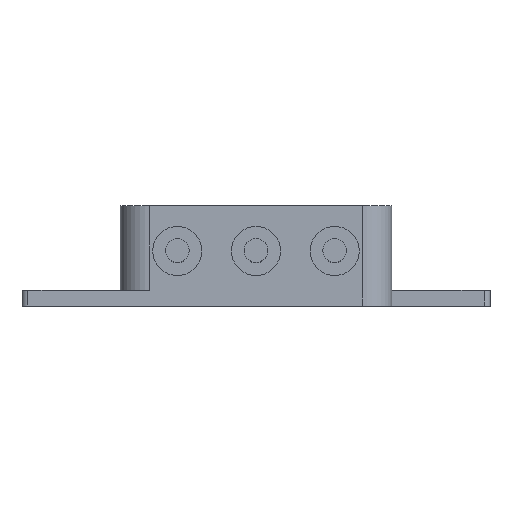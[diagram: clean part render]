
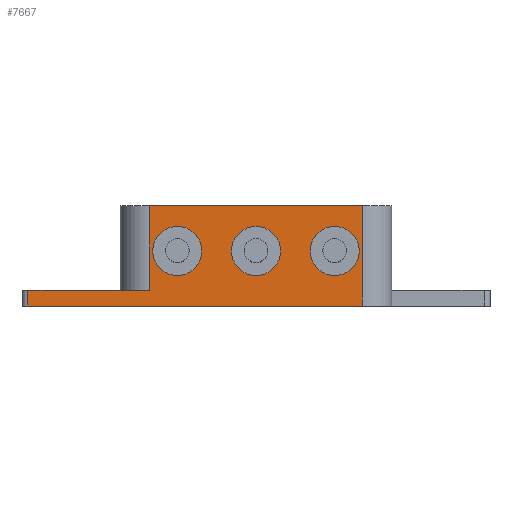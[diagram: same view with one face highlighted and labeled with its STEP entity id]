
A CAD part, top view. The second image highlights one B-rep face of the part: STEP entity #7667.
In plain terms, the highlighted planar face has unit normal (0, 0, 1).
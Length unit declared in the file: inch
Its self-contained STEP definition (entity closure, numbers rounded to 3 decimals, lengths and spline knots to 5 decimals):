
#75 = EDGE_LOOP ( 'NONE', ( #1619, #2782 ) ) ;
#100 = FACE_BOUND ( 'NONE', #75, .T. ) ;
#130 = CARTESIAN_POINT ( 'NONE',  ( -0.2, 0.14, 0.27 ) ) ;
#193 = VECTOR ( 'NONE', #3808, 39.37008 ) ;
#355 = LINE ( 'NONE', #4889, #1881 ) ;
#361 = ORIENTED_EDGE ( 'NONE', *, *, #672, .F. ) ;
#520 = VERTEX_POINT ( 'NONE', #4379 ) ;
#552 = CIRCLE ( 'NONE', #1959, 0.0625 ) ;
#553 = ORIENTED_EDGE ( 'NONE', *, *, #1109, .F. ) ;
#638 = DIRECTION ( 'NONE',  ( 1., 0., 0. ) ) ;
#672 = EDGE_CURVE ( 'NONE', #1990, #6955, #552, .T. ) ;
#683 = CARTESIAN_POINT ( 'NONE',  ( -0.27, 0.04, 0.27 ) ) ;
#750 = DIRECTION ( 'NONE',  ( -1., 0., 0. ) ) ;
#770 = VECTOR ( 'NONE', #1141, 39.37008 ) ;
#782 = CIRCLE ( 'NONE', #2086, 0.0625 ) ;
#791 = EDGE_CURVE ( 'NONE', #4831, #2968, #3046, .T. ) ;
#891 = CARTESIAN_POINT ( 'NONE',  ( -0.58, 0.04, 0.27 ) ) ;
#928 = VERTEX_POINT ( 'NONE', #7002 ) ;
#1049 = VERTEX_POINT ( 'NONE', #4181 ) ;
#1109 = EDGE_CURVE ( 'NONE', #4223, #2885, #355, .T. ) ;
#1141 = DIRECTION ( 'NONE',  ( 1., 0., 0. ) ) ;
#1206 = CARTESIAN_POINT ( 'NONE',  ( 0.2, 0.14, 0.27 ) ) ;
#1447 = DIRECTION ( 'NONE',  ( 0., -1., 0. ) ) ;
#1575 = CIRCLE ( 'NONE', #7865, 0.0625 ) ;
#1619 = ORIENTED_EDGE ( 'NONE', *, *, #5699, .F. ) ;
#1801 = VECTOR ( 'NONE', #638, 39.37008 ) ;
#1826 = FACE_OUTER_BOUND ( 'NONE', #4230, .T. ) ;
#1874 = EDGE_LOOP ( 'NONE', ( #361, #3775 ) ) ;
#1881 = VECTOR ( 'NONE', #2435, 39.37008 ) ;
#1904 = EDGE_CURVE ( 'NONE', #6526, #1049, #7365, .T. ) ;
#1930 = DIRECTION ( 'NONE',  ( 0., 0., 1. ) ) ;
#1959 = AXIS2_PLACEMENT_3D ( 'NONE', #6954, #3278, #6850 ) ;
#1990 = VERTEX_POINT ( 'NONE', #7638 ) ;
#1993 = CARTESIAN_POINT ( 'NONE',  ( 0.2625, 0.14, 0.27 ) ) ;
#2006 = DIRECTION ( 'NONE',  ( 0., -1., 0. ) ) ;
#2034 = CIRCLE ( 'NONE', #3992, 0.0625 ) ;
#2086 = AXIS2_PLACEMENT_3D ( 'NONE', #3445, #6570, #4051 ) ;
#2108 = EDGE_CURVE ( 'NONE', #4365, #520, #2653, .T. ) ;
#2243 = EDGE_CURVE ( 'NONE', #6955, #1990, #1575, .T. ) ;
#2318 = LINE ( 'NONE', #5351, #770 ) ;
#2408 = FACE_BOUND ( 'NONE', #1874, .T. ) ;
#2435 = DIRECTION ( 'NONE',  ( 1., 0., 0. ) ) ;
#2653 = CIRCLE ( 'NONE', #7977, 0.0625 ) ;
#2697 = VECTOR ( 'NONE', #1447, 39.37008 ) ;
#2782 = ORIENTED_EDGE ( 'NONE', *, *, #2108, .F. ) ;
#2812 = EDGE_CURVE ( 'NONE', #3925, #2885, #5190, .T. ) ;
#2885 = VERTEX_POINT ( 'NONE', #683 ) ;
#2968 = VERTEX_POINT ( 'NONE', #7047 ) ;
#3046 = LINE ( 'NONE', #6689, #1801 ) ;
#3080 = VECTOR ( 'NONE', #5968, 39.37008 ) ;
#3084 = EDGE_CURVE ( 'NONE', #4223, #4831, #7496, .T. ) ;
#3262 = AXIS2_PLACEMENT_3D ( 'NONE', #5132, #6334, #6911 ) ;
#3278 = DIRECTION ( 'NONE',  ( 0., 0., 1. ) ) ;
#3364 = LINE ( 'NONE', #7787, #3080 ) ;
#3445 = CARTESIAN_POINT ( 'NONE',  ( 0.2, 0.14, 0.27 ) ) ;
#3555 = EDGE_CURVE ( 'NONE', #928, #2968, #3364, .T. ) ;
#3666 = DIRECTION ( 'NONE',  ( 0., 0., 1. ) ) ;
#3775 = ORIENTED_EDGE ( 'NONE', *, *, #2243, .F. ) ;
#3808 = DIRECTION ( 'NONE',  ( 0., -1., 0. ) ) ;
#3925 = VERTEX_POINT ( 'NONE', #5652 ) ;
#3992 = AXIS2_PLACEMENT_3D ( 'NONE', #6874, #1930, #6231 ) ;
#4051 = DIRECTION ( 'NONE',  ( -1., 0., 0. ) ) ;
#4181 = CARTESIAN_POINT ( 'NONE',  ( -0.0625, 0.14, 0.27 ) ) ;
#4223 = VERTEX_POINT ( 'NONE', #4545 ) ;
#4230 = EDGE_LOOP ( 'NONE', ( #6402, #5789, #6223, #6701, #553, #5297 ) ) ;
#4236 = ORIENTED_EDGE ( 'NONE', *, *, #5452, .F. ) ;
#4365 = VERTEX_POINT ( 'NONE', #1993 ) ;
#4379 = CARTESIAN_POINT ( 'NONE',  ( 0.1375, 0.14, 0.27 ) ) ;
#4423 = PLANE ( 'NONE',  #6678 ) ;
#4426 = DIRECTION ( 'NONE',  ( 0., 0., 1. ) ) ;
#4472 = CARTESIAN_POINT ( 'NONE',  ( -0.27, 0.255, 0.27 ) ) ;
#4545 = CARTESIAN_POINT ( 'NONE',  ( -0.58, 0.04, 0.27 ) ) ;
#4610 = EDGE_LOOP ( 'NONE', ( #4236, #5456 ) ) ;
#4831 = VERTEX_POINT ( 'NONE', #7257 ) ;
#4889 = CARTESIAN_POINT ( 'NONE',  ( -0.58, 0.04, 0.27 ) ) ;
#5132 = CARTESIAN_POINT ( 'NONE',  ( 0., 0.14, 0.27 ) ) ;
#5190 = LINE ( 'NONE', #4472, #193 ) ;
#5297 = ORIENTED_EDGE ( 'NONE', *, *, #3084, .T. ) ;
#5351 = CARTESIAN_POINT ( 'NONE',  ( -0.27, 0.255, 0.27 ) ) ;
#5400 = CARTESIAN_POINT ( 'NONE',  ( 0.0625, 0.14, 0.27 ) ) ;
#5452 = EDGE_CURVE ( 'NONE', #1049, #6526, #2034, .T. ) ;
#5456 = ORIENTED_EDGE ( 'NONE', *, *, #1904, .F. ) ;
#5624 = CARTESIAN_POINT ( 'NONE',  ( -0.58, 0.04, 0.27 ) ) ;
#5652 = CARTESIAN_POINT ( 'NONE',  ( -0.27, 0.255, 0.27 ) ) ;
#5679 = DIRECTION ( 'NONE',  ( 0., 0., -1. ) ) ;
#5699 = EDGE_CURVE ( 'NONE', #520, #4365, #782, .T. ) ;
#5789 = ORIENTED_EDGE ( 'NONE', *, *, #3555, .F. ) ;
#5968 = DIRECTION ( 'NONE',  ( 0., -1., 0. ) ) ;
#6223 = ORIENTED_EDGE ( 'NONE', *, *, #7514, .F. ) ;
#6231 = DIRECTION ( 'NONE',  ( -1., 0., 0. ) ) ;
#6244 = FACE_BOUND ( 'NONE', #4610, .T. ) ;
#6334 = DIRECTION ( 'NONE',  ( 0., 0., 1. ) ) ;
#6402 = ORIENTED_EDGE ( 'NONE', *, *, #791, .T. ) ;
#6526 = VERTEX_POINT ( 'NONE', #5400 ) ;
#6570 = DIRECTION ( 'NONE',  ( 0., 0., 1. ) ) ;
#6678 = AXIS2_PLACEMENT_3D ( 'NONE', #5624, #5679, #2006 ) ;
#6689 = CARTESIAN_POINT ( 'NONE',  ( -0.58, 0., 0.27 ) ) ;
#6701 = ORIENTED_EDGE ( 'NONE', *, *, #2812, .T. ) ;
#6850 = DIRECTION ( 'NONE',  ( -1., 0., 0. ) ) ;
#6874 = CARTESIAN_POINT ( 'NONE',  ( 0., 0.14, 0.27 ) ) ;
#6911 = DIRECTION ( 'NONE',  ( -1., 0., 0. ) ) ;
#6954 = CARTESIAN_POINT ( 'NONE',  ( -0.2, 0.14, 0.27 ) ) ;
#6955 = VERTEX_POINT ( 'NONE', #7524 ) ;
#7002 = CARTESIAN_POINT ( 'NONE',  ( 0.27, 0.255, 0.27 ) ) ;
#7047 = CARTESIAN_POINT ( 'NONE',  ( 0.27, 0., 0.27 ) ) ;
#7257 = CARTESIAN_POINT ( 'NONE',  ( -0.58, 0., 0.27 ) ) ;
#7365 = CIRCLE ( 'NONE', #3262, 0.0625 ) ;
#7496 = LINE ( 'NONE', #891, #2697 ) ;
#7514 = EDGE_CURVE ( 'NONE', #3925, #928, #2318, .T. ) ;
#7524 = CARTESIAN_POINT ( 'NONE',  ( -0.1375, 0.14, 0.27 ) ) ;
#7638 = CARTESIAN_POINT ( 'NONE',  ( -0.2625, 0.14, 0.27 ) ) ;
#7667 = ADVANCED_FACE ( 'NONE', ( #1826, #2408, #100, #6244 ), #4423, .F. ) ;
#7787 = CARTESIAN_POINT ( 'NONE',  ( 0.27, 0.04, 0.27 ) ) ;
#7865 = AXIS2_PLACEMENT_3D ( 'NONE', #130, #4426, #750 ) ;
#7977 = AXIS2_PLACEMENT_3D ( 'NONE', #1206, #3666, #7979 ) ;
#7979 = DIRECTION ( 'NONE',  ( -1., 0., 0. ) ) ;
